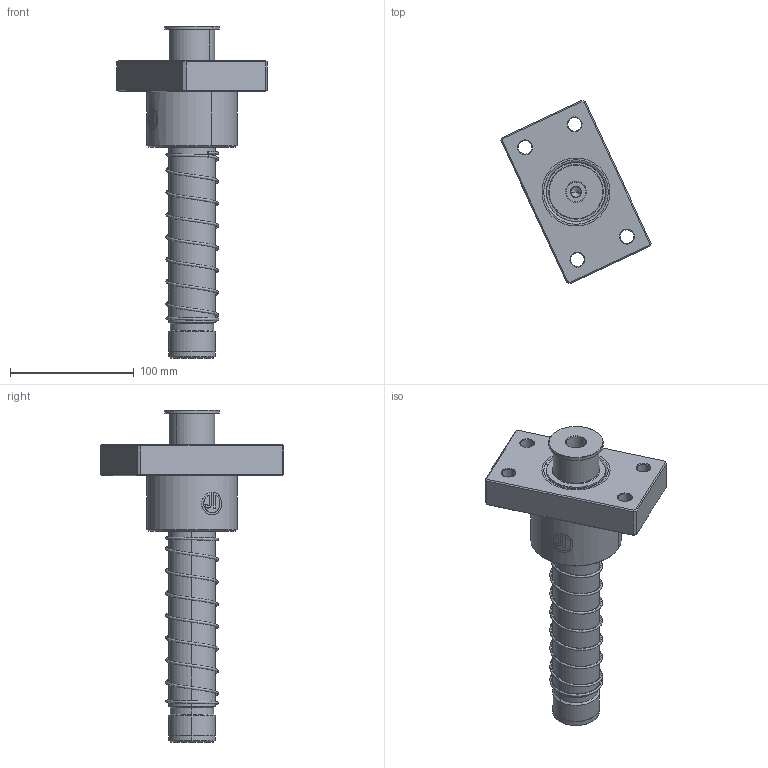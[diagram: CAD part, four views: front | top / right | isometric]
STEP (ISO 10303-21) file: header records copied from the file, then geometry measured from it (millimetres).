
FILE_DESCRIPTION (( 'STEP AP214' ), '1' );
FILE_NAME ('FKSH FKJH-D38-L240.STEP', '2021-09-16T01:33:11', ( '' ), ( '' ), 'SwSTEP 2.0', 'SolidWorks 2016', '' );
FILE_SCHEMA (( 'AUTOMOTIVE_DESIGN' ));
Length unit declared in the file: millimetre
Products named in the file (228): BALL-D5; MGK-D38-L240; FKSH FKJH-D38-L240; SAB-38-1; GTK-D44-d37; HWP-D42.5-d38.5-L130; SAB-38; BSH-47.5-38.5-L70; BSH-D47.5-38.5-L70郪蚾
Assembly tree (221 placements, depth 3):
  BALL-D5
  BALL-D5
  BALL-D5
  BALL-D5
  BALL-D5
Bounding box: 121.14 x 147.82 x 268 mm (x, y, z)
Volume: 632657.6 mm3; surface area: 169789.1 mm2
Topology: 216 solids, 216 shells, 997 faces, 4325 edges, 2885 vertices
Faces by surface type: sphere 840, plane 49, cylinder 44, cone 42, bspline 14, torus 8
Entity records: 49351 total; most frequent: CARTESIAN_POINT 29852, ORIENTED_EDGE 3428, DIRECTION 3006, EDGE_CURVE 1714, AXIS2_PLACEMENT_3D 1417, VERTEX_POINT 1137, EDGE_LOOP 1059, B_SPLINE_CURVE_WITH_KNOTS 921
